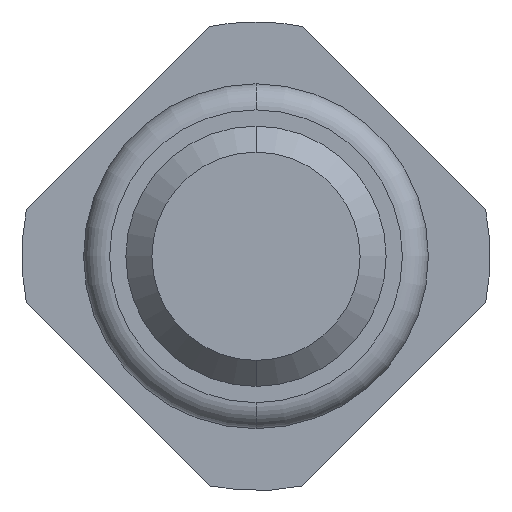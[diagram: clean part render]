
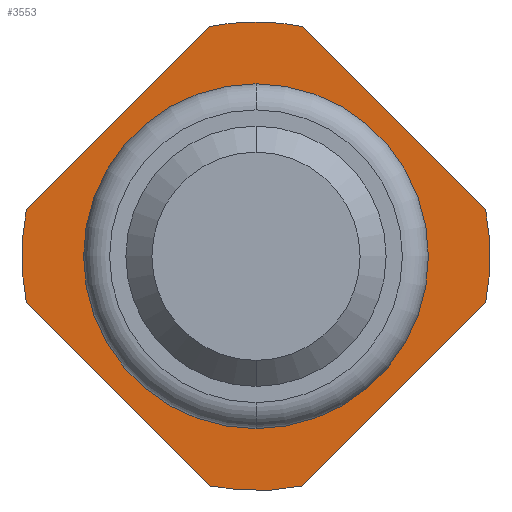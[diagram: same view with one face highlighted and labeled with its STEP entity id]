
A CAD part, front view. The second image highlights one B-rep face of the part: STEP entity #3553.
In plain terms, the highlighted planar face has unit normal (0, -1, 0).
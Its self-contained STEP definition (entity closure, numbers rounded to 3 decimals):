
#19 = EDGE_CURVE ( 'Defeature ausgef�hrt2_2+Defeature ausgef�hrt2_0+Defeature ausgef�hrt2_17+Defeature ausgef�hrt2_18', #3883, #2714, #85, .T. ) ;
#39 = DIRECTION ( 'NONE',  ( 0., 1., 0. ) ) ;
#57 = EDGE_CURVE ( 'Defeature ausgef�hrt2_3+Defeature ausgef�hrt2_0+Defeature ausgef�hrt2_16+Defeature ausgef�hrt2_17', #1905, #1021, #3131, .T. ) ;
#85 = CIRCLE ( 'NONE', #1079, 1.8 ) ;
#168 = CARTESIAN_POINT ( 'NONE',  ( 1.961, -2., -0.161 ) ) ;
#236 = DIRECTION ( 'NONE',  ( 0., 0., 1. ) ) ;
#248 = CIRCLE ( 'NONE', #3610, 1.8 ) ;
#375 = CARTESIAN_POINT ( 'NONE',  ( -0.161, -2., 1.961 ) ) ;
#380 = DIRECTION ( 'NONE',  ( 0., 0., 1. ) ) ;
#462 = CIRCLE ( 'NONE', #2256, 1.325 ) ;
#474 = AXIS2_PLACEMENT_3D ( 'NONE', #1154, #4447, #380 ) ;
#518 = VERTEX_POINT ( 'NONE', #1323 ) ;
#635 = ORIENTED_EDGE ( 'NONE', *, *, #3108, .F. ) ;
#654 = DIRECTION ( 'NONE',  ( 0., 0., 1. ) ) ;
#660 = CARTESIAN_POINT ( 'NONE',  ( 0.357, -2., -1.764 ) ) ;
#690 = LINE ( 'NONE', #4650, #4025 ) ;
#733 = DIRECTION ( 'NONE',  ( 0.707, 0., 0.707 ) ) ;
#746 = ORIENTED_EDGE ( 'NONE', *, *, #3916, .F. ) ;
#847 = EDGE_CURVE ( 'Defeature ausgef�hrt2_0+Defeature ausgef�hrt2_12+Defeature ausgef�hrt2_12+Defeature ausgef�hrt2_12', #863, #518, #3700, .T. ) ;
#860 = ORIENTED_EDGE ( 'NONE', *, *, #3537, .F. ) ;
#863 = VERTEX_POINT ( 'NONE', #2300 ) ;
#937 = CARTESIAN_POINT ( 'NONE',  ( 0., -2., 1.8 ) ) ;
#973 = ORIENTED_EDGE ( 'NONE', *, *, #2194, .T. ) ;
#1017 = CARTESIAN_POINT ( 'NONE',  ( 1.764, -2., -0.357 ) ) ;
#1021 = VERTEX_POINT ( 'NONE', #1992 ) ;
#1068 = CARTESIAN_POINT ( 'NONE',  ( 0., -2., 0. ) ) ;
#1079 = AXIS2_PLACEMENT_3D ( 'NONE', #1068, #3545, #2874 ) ;
#1093 = PLANE ( 'NONE',  #4396 ) ;
#1120 = CARTESIAN_POINT ( 'NONE',  ( 0., -2., 0. ) ) ;
#1125 = CARTESIAN_POINT ( 'NONE',  ( 1.764, -2., 0.357 ) ) ;
#1138 = AXIS2_PLACEMENT_3D ( 'NONE', #1344, #1691, #3502 ) ;
#1154 = CARTESIAN_POINT ( 'NONE',  ( 0., -2., 0. ) ) ;
#1323 = CARTESIAN_POINT ( 'NONE',  ( 0., -2., 1.325 ) ) ;
#1330 = VECTOR ( 'NONE', #2000, 1000. ) ;
#1344 = CARTESIAN_POINT ( 'NONE',  ( 0., -2., 0. ) ) ;
#1443 = VECTOR ( 'NONE', #733, 1000. ) ;
#1495 = CARTESIAN_POINT ( 'NONE',  ( -1.764, -2., -0.357 ) ) ;
#1520 = ORIENTED_EDGE ( 'NONE', *, *, #57, .F. ) ;
#1588 = CARTESIAN_POINT ( 'NONE',  ( 0., -2., 0. ) ) ;
#1634 = ORIENTED_EDGE ( 'NONE', *, *, #847, .T. ) ;
#1691 = DIRECTION ( 'NONE',  ( 0., 1., 0. ) ) ;
#1742 = CARTESIAN_POINT ( 'NONE',  ( 1.8, -2., 0. ) ) ;
#1759 = DIRECTION ( 'NONE',  ( -0.707, 0., 0.707 ) ) ;
#1798 = AXIS2_PLACEMENT_3D ( 'NONE', #1120, #3270, #4337 ) ;
#1905 = VERTEX_POINT ( 'NONE', #1495 ) ;
#1906 = CARTESIAN_POINT ( 'NONE',  ( -0.357, -2., -1.764 ) ) ;
#1992 = CARTESIAN_POINT ( 'NONE',  ( -1.764, -2., 0.357 ) ) ;
#2000 = DIRECTION ( 'NONE',  ( 0.707, 0., -0.707 ) ) ;
#2014 = VERTEX_POINT ( 'NONE', #4088 ) ;
#2091 = EDGE_CURVE ( 'Defeature ausgef�hrt2_1+Defeature ausgef�hrt2_0+Defeature ausgef�hrt2_18+Defeature ausgef�hrt2_15', #4181, #4039, #248, .T. ) ;
#2163 = EDGE_CURVE ( 'Defeature ausgef�hrt2_15+Defeature ausgef�hrt2_0+Defeature ausgef�hrt2_1+Defeature ausgef�hrt2_4', #4039, #2991, #3799, .T. ) ;
#2189 = VECTOR ( 'NONE', #4206, 1000. ) ;
#2194 = EDGE_CURVE ( 'Defeature ausgef�hrt2_0+Defeature ausgef�hrt2_12+Defeature ausgef�hrt2_12+Defeature ausgef�hrt2_12', #518, #863, #462, .T. ) ;
#2233 = CARTESIAN_POINT ( 'NONE',  ( 0., -2., 0. ) ) ;
#2256 = AXIS2_PLACEMENT_3D ( 'NONE', #3485, #4559, #236 ) ;
#2300 = CARTESIAN_POINT ( 'NONE',  ( 0., -2., -1.325 ) ) ;
#2311 = DIRECTION ( 'NONE',  ( 0., 1., 0. ) ) ;
#2446 = ORIENTED_EDGE ( 'NONE', *, *, #19, .F. ) ;
#2628 = VERTEX_POINT ( 'NONE', #1906 ) ;
#2714 = VERTEX_POINT ( 'NONE', #3713 ) ;
#2797 = EDGE_LOOP ( 'NONE', ( #973, #1634 ) ) ;
#2874 = DIRECTION ( 'NONE',  ( 0., 0., 1. ) ) ;
#2957 = CIRCLE ( 'NONE', #3282, 1.8 ) ;
#2991 = VERTEX_POINT ( 'NONE', #660 ) ;
#3002 = EDGE_LOOP ( 'NONE', ( #3728, #2446, #3328, #635, #1520, #860, #746, #3492, #3033 ) ) ;
#3033 = ORIENTED_EDGE ( 'NONE', *, *, #2091, .F. ) ;
#3041 = DIRECTION ( 'NONE',  ( 0., 0., 1. ) ) ;
#3058 = FACE_BOUND ( 'NONE', #2797, .T. ) ;
#3108 = EDGE_CURVE ( 'Defeature ausgef�hrt2_17+Defeature ausgef�hrt2_0+Defeature ausgef�hrt2_3+Defeature ausgef�hrt2_2', #1021, #2014, #3579, .T. ) ;
#3131 = CIRCLE ( 'NONE', #1798, 1.8 ) ;
#3171 = FACE_OUTER_BOUND ( 'NONE', #3002, .T. ) ;
#3270 = DIRECTION ( 'NONE',  ( 0., 1., 0. ) ) ;
#3282 = AXIS2_PLACEMENT_3D ( 'NONE', #2233, #39, #4000 ) ;
#3328 = ORIENTED_EDGE ( 'NONE', *, *, #4185, .F. ) ;
#3342 = LINE ( 'NONE', #4143, #1330 ) ;
#3383 = EDGE_CURVE ( 'Defeature ausgef�hrt2_18+Defeature ausgef�hrt2_0+Defeature ausgef�hrt2_2+Defeature ausgef�hrt2_1', #2714, #4181, #3342, .T. ) ;
#3485 = CARTESIAN_POINT ( 'NONE',  ( 0., -2., 0. ) ) ;
#3492 = ORIENTED_EDGE ( 'NONE', *, *, #2163, .F. ) ;
#3502 = DIRECTION ( 'NONE',  ( 0., 0., 1. ) ) ;
#3529 = CIRCLE ( 'NONE', #1138, 1.8 ) ;
#3537 = EDGE_CURVE ( 'Defeature ausgef�hrt2_16+Defeature ausgef�hrt2_0+Defeature ausgef�hrt2_4+Defeature ausgef�hrt2_3', #2628, #1905, #690, .T. ) ;
#3545 = DIRECTION ( 'NONE',  ( 0., 1., 0. ) ) ;
#3553 = ADVANCED_FACE ( 'Defeature ausgef�hrt2_0', ( #3058, #3171 ), #1093, .F. ) ;
#3567 = DIRECTION ( 'NONE',  ( 0., 1., 0. ) ) ;
#3579 = LINE ( 'NONE', #375, #1443 ) ;
#3610 = AXIS2_PLACEMENT_3D ( 'NONE', #1588, #2311, #3041 ) ;
#3700 = CIRCLE ( 'NONE', #474, 1.325 ) ;
#3713 = CARTESIAN_POINT ( 'NONE',  ( 0.357, -2., 1.764 ) ) ;
#3728 = ORIENTED_EDGE ( 'NONE', *, *, #3383, .F. ) ;
#3799 = LINE ( 'NONE', #168, #2189 ) ;
#3883 = VERTEX_POINT ( 'NONE', #937 ) ;
#3916 = EDGE_CURVE ( 'Defeature ausgef�hrt2_4+Defeature ausgef�hrt2_0+Defeature ausgef�hrt2_15+Defeature ausgef�hrt2_16', #2991, #2628, #3529, .T. ) ;
#4000 = DIRECTION ( 'NONE',  ( 0., 0., 1. ) ) ;
#4025 = VECTOR ( 'NONE', #1759, 1000. ) ;
#4039 = VERTEX_POINT ( 'NONE', #1017 ) ;
#4088 = CARTESIAN_POINT ( 'NONE',  ( -0.357, -2., 1.764 ) ) ;
#4143 = CARTESIAN_POINT ( 'NONE',  ( 1.961, -2., 0.161 ) ) ;
#4181 = VERTEX_POINT ( 'NONE', #1125 ) ;
#4185 = EDGE_CURVE ( 'Defeature ausgef�hrt2_2+Defeature ausgef�hrt2_0+Defeature ausgef�hrt2_17+Defeature ausgef�hrt2_18', #2014, #3883, #2957, .T. ) ;
#4206 = DIRECTION ( 'NONE',  ( -0.707, 0., -0.707 ) ) ;
#4337 = DIRECTION ( 'NONE',  ( 0., 0., 1. ) ) ;
#4396 = AXIS2_PLACEMENT_3D ( 'NONE', #1742, #3567, #654 ) ;
#4447 = DIRECTION ( 'NONE',  ( 0., 1., 0. ) ) ;
#4559 = DIRECTION ( 'NONE',  ( 0., 1., 0. ) ) ;
#4650 = CARTESIAN_POINT ( 'NONE',  ( -0.161, -2., -1.961 ) ) ;
